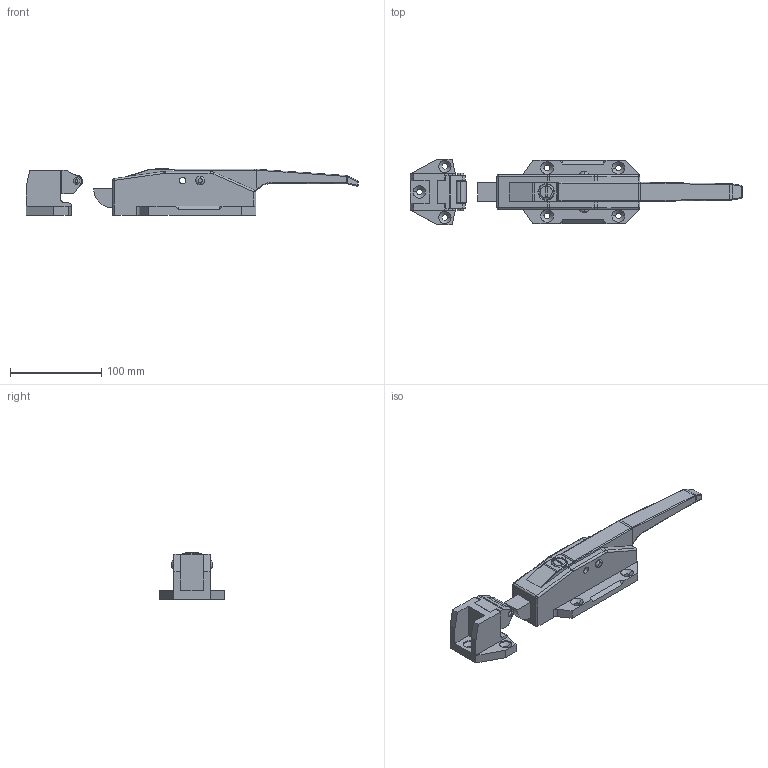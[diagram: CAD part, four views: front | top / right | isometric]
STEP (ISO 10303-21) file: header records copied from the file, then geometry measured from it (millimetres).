
FILE_DESCRIPTION (( 'STEP AP203' ), '1' );
FILE_NAME ('Slamlock (Takigen).STEP', '2014-01-25T03:28:11', ( 'John Massey' ), ( 'Microsoft' ), 'SwSTEP 2.0', 'SolidWorks 2014', '' );
FILE_SCHEMA (( 'CONFIG_CONTROL_DESIGN' ));
Length unit declared in the file: millimetre
Products named in the file (3): TRHL026; Slamlock (Takigen); TRHL025
Assembly tree (2 placements, depth 2):
  Slamlock (Takigen)
    TRHL025
    TRHL026
Bounding box: 363.71 x 72 x 51 mm (x, y, z)
Volume: 416426.8 mm3; surface area: 80594.8 mm2
Topology: 6 solids, 6 shells, 284 faces, 682 edges, 408 vertices
Faces by surface type: plane 113, cylinder 105, cone 20, torus 18, bspline 16, sphere 12
Entity records: 8653 total; most frequent: CARTESIAN_POINT 1775, DIRECTION 1422, ORIENTED_EDGE 1344, EDGE_CURVE 672, AXIS2_PLACEMENT_3D 517, VERTEX_POINT 408, LINE 388, VECTOR 388
